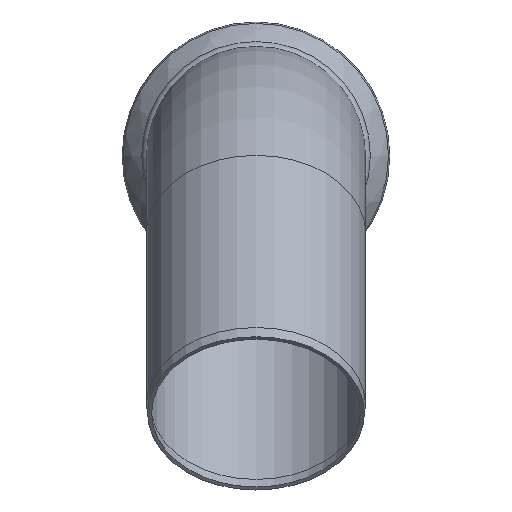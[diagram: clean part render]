
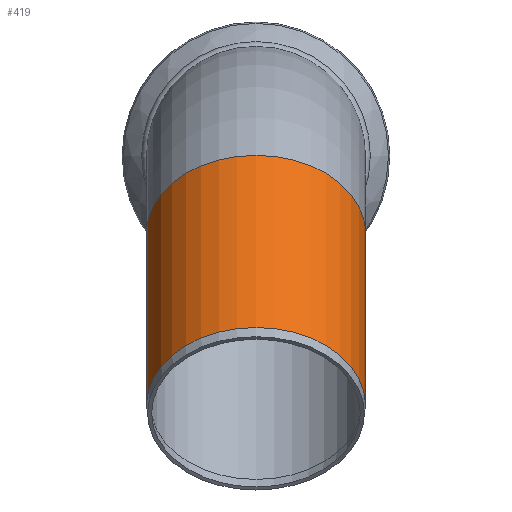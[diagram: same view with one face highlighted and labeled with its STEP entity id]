
A CAD part, left-side view. The second image highlights one B-rep face of the part: STEP entity #419.
In plain terms, the highlighted cylindrical face has radius 54 mm (diameter 108 mm), a full revolution.
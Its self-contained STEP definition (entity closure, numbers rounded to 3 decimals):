
#24=LINE('',#783,#36);
#36=VECTOR('',#599,54.);
#45=CYLINDRICAL_SURFACE('',#482,54.);
#59=FACE_OUTER_BOUND('',#79,.T.);
#79=EDGE_LOOP('',(#311,#312,#313,#314,#315,#316));
#108=CIRCLE('',#471,54.);
#109=CIRCLE('',#472,54.);
#116=CIRCLE('',#483,54.);
#117=CIRCLE('',#484,54.);
#163=VERTEX_POINT('',#756);
#164=VERTEX_POINT('',#758);
#171=VERTEX_POINT('',#780);
#172=VERTEX_POINT('',#781);
#216=EDGE_CURVE('',#163,#164,#108,.T.);
#217=EDGE_CURVE('',#164,#163,#109,.T.);
#227=EDGE_CURVE('',#171,#172,#116,.T.);
#228=EDGE_CURVE('',#171,#164,#24,.T.);
#229=EDGE_CURVE('',#172,#171,#117,.T.);
#311=ORIENTED_EDGE('',*,*,#227,.F.);
#312=ORIENTED_EDGE('',*,*,#228,.T.);
#313=ORIENTED_EDGE('',*,*,#216,.F.);
#314=ORIENTED_EDGE('',*,*,#217,.F.);
#315=ORIENTED_EDGE('',*,*,#228,.F.);
#316=ORIENTED_EDGE('',*,*,#229,.F.);
#419=ADVANCED_FACE('',(#59),#45,.T.);
#471=AXIS2_PLACEMENT_3D('',#759,#570,#571);
#472=AXIS2_PLACEMENT_3D('',#760,#572,#573);
#482=AXIS2_PLACEMENT_3D('',#779,#595,#596);
#483=AXIS2_PLACEMENT_3D('',#782,#597,#598);
#484=AXIS2_PLACEMENT_3D('',#784,#600,#601);
#570=DIRECTION('center_axis',(-0.707,0.,-0.707));
#571=DIRECTION('ref_axis',(-0.707,0.,0.707));
#572=DIRECTION('center_axis',(-0.707,0.,-0.707));
#573=DIRECTION('ref_axis',(-0.707,0.,0.707));
#595=DIRECTION('center_axis',(-0.707,0.,-0.707));
#596=DIRECTION('ref_axis',(0.707,0.,-0.707));
#597=DIRECTION('center_axis',(0.707,0.,0.707));
#598=DIRECTION('ref_axis',(0.707,0.,-0.707));
#599=DIRECTION('',(-0.707,0.,-0.707));
#600=DIRECTION('center_axis',(0.707,0.,0.707));
#601=DIRECTION('ref_axis',(0.707,0.,-0.707));
#756=CARTESIAN_POINT('',(-138.389,0.,-31.474));
#758=CARTESIAN_POINT('',(-214.756,0.,44.893));
#759=CARTESIAN_POINT('Origin',(-176.573,0.,6.71));
#760=CARTESIAN_POINT('Origin',(-176.573,0.,6.71));
#779=CARTESIAN_POINT('Origin',(-102.248,0.,81.034));
#780=CARTESIAN_POINT('',(-129.825,0.,129.825));
#781=CARTESIAN_POINT('',(-53.457,0.,53.457));
#782=CARTESIAN_POINT('Origin',(-91.641,0.,91.641));
#783=CARTESIAN_POINT('',(-140.431,0.,119.218));
#784=CARTESIAN_POINT('Origin',(-91.641,0.,91.641));
